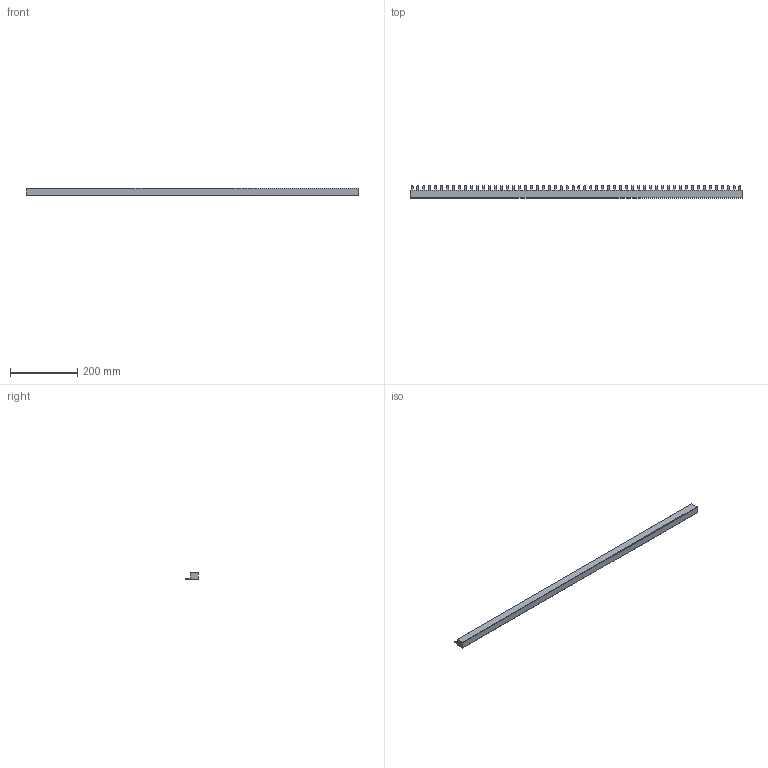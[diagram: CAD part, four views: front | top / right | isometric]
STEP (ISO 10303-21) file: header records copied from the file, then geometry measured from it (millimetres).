
FILE_DESCRIPTION(/* description */ ('1100 Series MCB Accessories,Bus bar, 100A, 56 Pins, for UL1077 2 Pole SPs, Cuttable'),/* implementation_level */ '2;1');
FILE_NAME(/* name */ '1100-B2S562.stp',/* time_stamp */ '2021-02-09T15:58:27+05:00',/* author */ ('Suhas'),/* organization */ (''),/* preprocessor_version */ 'ST-DEVELOPER v18.1',/* originating_system */ 'Autodesk Inventor 2021',/* authorisation */ '');
FILE_SCHEMA (('AUTOMOTIVE_DESIGN { 1 0 10303 214 3 1 1 }'));
Length unit declared in the file: millimetre
Products named in the file (1): 11C90021X01
Bounding box: 991 x 36.5 x 21.2 mm (x, y, z)
Volume: 491798.5 mm3; surface area: 99393.4 mm2
Topology: 1 solids, 1 shells, 458 faces, 1200 edges, 800 vertices
Faces by surface type: plane 286, cylinder 172
Entity records: 14654 total; most frequent: DIRECTION 2462, CARTESIAN_POINT 2459, ORIENTED_EDGE 2400, EDGE_CURVE 1200, LINE 856, VECTOR 856, AXIS2_PLACEMENT_3D 803, VERTEX_POINT 800
